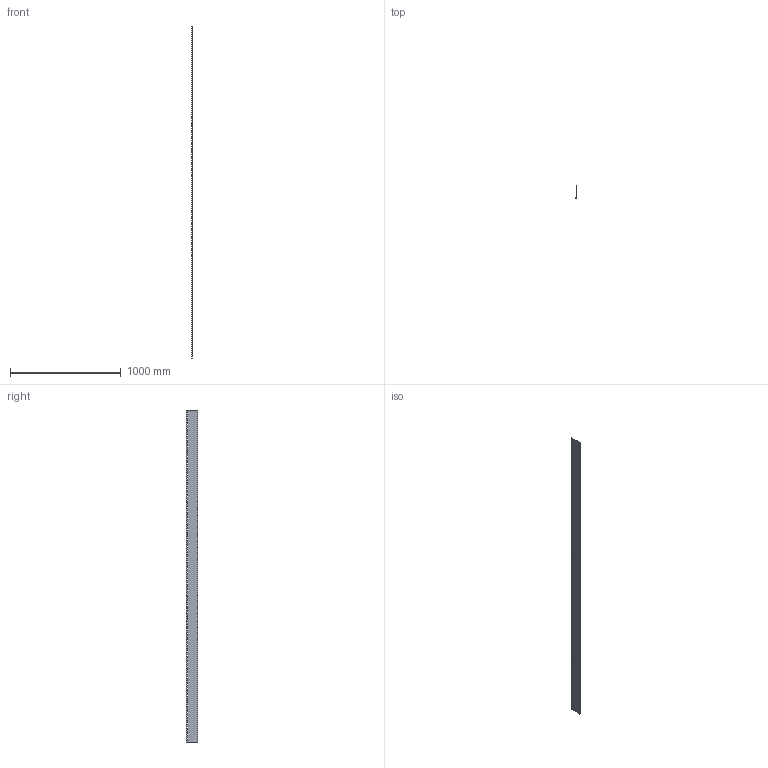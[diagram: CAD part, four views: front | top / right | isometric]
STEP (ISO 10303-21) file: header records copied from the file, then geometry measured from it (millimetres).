
FILE_DESCRIPTION (( 'STEP AP214' ), '1' );
FILE_NAME ('6049252.stp', '2020-10-14T06:31:05', ( '' ), ( '' ), 'SwSTEP 2.0', 'SolidWorks 2020', '' );
FILE_SCHEMA (( 'AUTOMOTIVE_DESIGN' ));
Length unit declared in the file: millimetre
Products named in the file (1): 6049252
Bounding box: 6.5 x 107 x 3000 mm (x, y, z)
Volume: 328221.9 mm3; surface area: 666851.3 mm2
Topology: 1 solids, 1 shells, 252 faces, 750 edges, 500 vertices
Faces by surface type: plane 132, cylinder 120
Entity records: 8788 total; most frequent: CARTESIAN_POINT 1503, ORIENTED_EDGE 1500, DIRECTION 1496, EDGE_CURVE 750, VECTOR 510, LINE 510, VERTEX_POINT 500, AXIS2_PLACEMENT_3D 493
